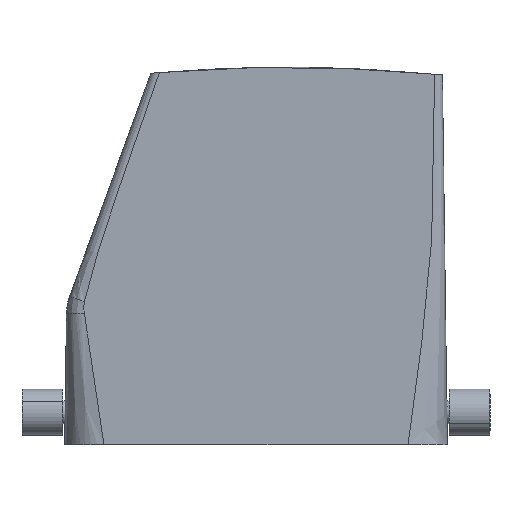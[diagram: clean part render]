
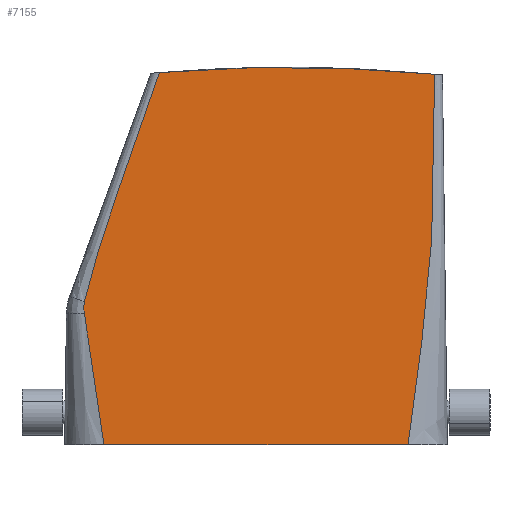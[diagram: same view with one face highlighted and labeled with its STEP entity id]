
A CAD part, left-side view. The second image highlights one B-rep face of the part: STEP entity #7155.
In plain terms, the highlighted planar face has unit normal (-1, 0, 0).
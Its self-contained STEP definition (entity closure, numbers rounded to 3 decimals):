
#6051=AXIS2_PLACEMENT_3D('Circle Axis2P3D',#6049,#6050,$) ;
#7145=AXIS2_PLACEMENT_3D('Plane Axis2P3D',#7142,#7143,#7144) ;
#1845=CARTESIAN_POINT('Vertex',(0.,15.637,0.)) ;
#1850=CARTESIAN_POINT('Line Origine',(0.,44.651,0.)) ;
#1854=CARTESIAN_POINT('Vertex',(0.,73.665,0.)) ;
#2084=CARTESIAN_POINT('Control Point',(0.,77.393,24.955)) ;
#2085=CARTESIAN_POINT('Control Point',(0.,76.968,21.443)) ;
#2086=CARTESIAN_POINT('Control Point',(0.,76.465,17.927)) ;
#2087=CARTESIAN_POINT('Control Point',(0.,75.913,14.458)) ;
#2088=CARTESIAN_POINT('Control Point',(0.,75.103,9.429)) ;
#2089=CARTESIAN_POINT('Control Point',(0.,74.321,4.389)) ;
#2090=CARTESIAN_POINT('Control Point',(0.,74.101,2.94)) ;
#2091=CARTESIAN_POINT('Control Point',(0.,73.883,1.482)) ;
#2092=CARTESIAN_POINT('Control Point',(0.,73.665,0.)) ;
#2093=CARTESIAN_POINT('Vertex',(0.,77.393,24.955)) ;
#4680=CARTESIAN_POINT('Vertex',(0.,63.082,71.003)) ;
#4690=CARTESIAN_POINT('Vertex',(0.,77.385,27.257)) ;
#4694=CARTESIAN_POINT('Control Point',(0.,63.082,71.003)) ;
#4695=CARTESIAN_POINT('Control Point',(0.,63.091,70.98)) ;
#4696=CARTESIAN_POINT('Control Point',(0.,63.099,70.956)) ;
#4697=CARTESIAN_POINT('Control Point',(0.,63.107,70.933)) ;
#4698=CARTESIAN_POINT('Control Point',(0.,63.904,68.702)) ;
#4699=CARTESIAN_POINT('Control Point',(0.,64.697,66.471)) ;
#4700=CARTESIAN_POINT('Control Point',(0.,65.443,64.356)) ;
#4701=CARTESIAN_POINT('Control Point',(0.,67.405,58.753)) ;
#4702=CARTESIAN_POINT('Control Point',(0.,69.336,53.145)) ;
#4703=CARTESIAN_POINT('Control Point',(0.,70.496,49.749)) ;
#4704=CARTESIAN_POINT('Control Point',(0.,72.067,45.136)) ;
#4705=CARTESIAN_POINT('Control Point',(0.,73.592,40.513)) ;
#4706=CARTESIAN_POINT('Control Point',(0.,73.965,39.371)) ;
#4707=CARTESIAN_POINT('Control Point',(0.,74.739,36.935)) ;
#4708=CARTESIAN_POINT('Control Point',(0.,75.471,34.488)) ;
#4709=CARTESIAN_POINT('Control Point',(0.,75.822,33.268)) ;
#4710=CARTESIAN_POINT('Control Point',(0.,76.331,31.43)) ;
#4711=CARTESIAN_POINT('Control Point',(0.,76.81,29.584)) ;
#4712=CARTESIAN_POINT('Control Point',(0.,76.967,28.967)) ;
#4713=CARTESIAN_POINT('Control Point',(0.,77.144,28.254)) ;
#4714=CARTESIAN_POINT('Control Point',(0.,77.317,27.54)) ;
#4715=CARTESIAN_POINT('Control Point',(0.,77.34,27.446)) ;
#4716=CARTESIAN_POINT('Control Point',(0.,77.362,27.352)) ;
#4717=CARTESIAN_POINT('Control Point',(0.,77.385,27.257)) ;
#6049=CARTESIAN_POINT('Axis2P3D Location',(0.,38.65,-228.)) ;
#6053=CARTESIAN_POINT('Vertex',(0.,10.574,70.683)) ;
#6844=CARTESIAN_POINT('Control Point',(0.,77.385,27.257)) ;
#6845=CARTESIAN_POINT('Control Point',(0.,77.434,26.997)) ;
#6846=CARTESIAN_POINT('Control Point',(0.,77.47,26.735)) ;
#6847=CARTESIAN_POINT('Control Point',(0.,77.492,26.472)) ;
#6848=CARTESIAN_POINT('Control Point',(0.,77.508,26.005)) ;
#6849=CARTESIAN_POINT('Control Point',(0.,77.479,25.545)) ;
#6850=CARTESIAN_POINT('Control Point',(0.,77.459,25.346)) ;
#6851=CARTESIAN_POINT('Control Point',(0.,77.43,25.149)) ;
#6852=CARTESIAN_POINT('Control Point',(0.,77.393,24.955)) ;
#7090=CARTESIAN_POINT('Control Point',(0.,10.574,70.683)) ;
#7091=CARTESIAN_POINT('Control Point',(0.,10.573,70.417)) ;
#7092=CARTESIAN_POINT('Control Point',(0.,10.572,70.149)) ;
#7093=CARTESIAN_POINT('Control Point',(0.,10.572,69.881)) ;
#7094=CARTESIAN_POINT('Control Point',(0.,10.568,67.329)) ;
#7095=CARTESIAN_POINT('Control Point',(0.,10.571,64.777)) ;
#7096=CARTESIAN_POINT('Control Point',(0.,10.582,62.494)) ;
#7097=CARTESIAN_POINT('Control Point',(0.,10.615,57.953)) ;
#7098=CARTESIAN_POINT('Control Point',(0.,10.673,53.413)) ;
#7099=CARTESIAN_POINT('Control Point',(0.,10.709,51.051)) ;
#7100=CARTESIAN_POINT('Control Point',(0.,10.876,42.567)) ;
#7101=CARTESIAN_POINT('Control Point',(0.,11.316,34.086)) ;
#7102=CARTESIAN_POINT('Control Point',(0.,11.947,27.863)) ;
#7103=CARTESIAN_POINT('Control Point',(0.,12.978,19.684)) ;
#7104=CARTESIAN_POINT('Control Point',(0.,14.092,11.512)) ;
#7105=CARTESIAN_POINT('Control Point',(0.,14.363,9.533)) ;
#7106=CARTESIAN_POINT('Control Point',(0.,14.785,6.431)) ;
#7107=CARTESIAN_POINT('Control Point',(0.,15.2,3.327)) ;
#7108=CARTESIAN_POINT('Control Point',(0.,15.347,2.216)) ;
#7109=CARTESIAN_POINT('Control Point',(0.,15.492,1.109)) ;
#7110=CARTESIAN_POINT('Control Point',(0.,15.637,0.)) ;
#7142=CARTESIAN_POINT('Axis2P3D Location',(0.,6.617,-30.8)) ;
#1851=DIRECTION('Vector Direction',(0.,-1.,0.)) ;
#6050=DIRECTION('Axis2P3D Direction',(-1.,0.,0.)) ;
#7143=DIRECTION('Axis2P3D Direction',(-1.,0.,0.)) ;
#7144=DIRECTION('Axis2P3D XDirection',(0.,-0.17,0.985)) ;
#1852=VECTOR('Line Direction',#1851,1.) ;
#7148=ORIENTED_EDGE('',*,*,#6055,.T.) ;
#7149=ORIENTED_EDGE('',*,*,#4718,.F.) ;
#7150=ORIENTED_EDGE('',*,*,#6853,.F.) ;
#7151=ORIENTED_EDGE('',*,*,#2095,.F.) ;
#7152=ORIENTED_EDGE('',*,*,#1856,.T.) ;
#7153=ORIENTED_EDGE('',*,*,#7111,.T.) ;
#7155=ADVANCED_FACE('Hauptk\X2\00F6\X0\rper',(#7154),#7146,.T.) ;
#2083=B_SPLINE_CURVE_WITH_KNOTS('',5,(#2084,#2085,#2086,#2087,#2088,#2089,#2090,#2091,#2092),.UNSPECIFIED.,.F.,.U.,(6,3,6),(130.523,161.229,174.387),.UNSPECIFIED.) ;
#4693=B_SPLINE_CURVE_WITH_KNOTS('',5,(#4694,#4695,#4696,#4697,#4698,#4699,#4700,#4701,#4702,#4703,#4704,#4705,#4706,#4707,#4708,#4709,#4710,#4711,#4712,#4713,#4714,#4715,#4716,#4717),.UNSPECIFIED.,.F.,.U.,(6,3,3,3,3,3,3,6),(44.001,44.216,64.445,95.496,106.64,117.663,123.195,124.039),.UNSPECIFIED.) ;
#6843=B_SPLINE_CURVE_WITH_KNOTS('',5,(#6844,#6845,#6846,#6847,#6848,#6849,#6850,#6851,#6852),.UNSPECIFIED.,.F.,.U.,(6,3,6),(204.023,207.004,209.326),.UNSPECIFIED.) ;
#7089=B_SPLINE_CURVE_WITH_KNOTS('',5,(#7090,#7091,#7092,#7093,#7094,#7095,#7096,#7097,#7098,#7099,#7100,#7101,#7102,#7103,#7104,#7105,#7106,#7107,#7108,#7109,#7110),.UNSPECIFIED.,.F.,.U.,(6,3,3,3,3,3,6),(28.957,31.28,51.057,70.599,124.533,141.764,151.553),.UNSPECIFIED.) ;
#6052=CIRCLE('generated circle',#6051,300.) ;
#1856=EDGE_CURVE('',#1855,#1846,#1853,.T.) ;
#2095=EDGE_CURVE('',#1855,#2094,#2083,.F.) ;
#4718=EDGE_CURVE('',#4691,#4681,#4693,.F.) ;
#6055=EDGE_CURVE('',#6054,#4681,#6052,.T.) ;
#6853=EDGE_CURVE('',#2094,#4691,#6843,.F.) ;
#7111=EDGE_CURVE('',#1846,#6054,#7089,.F.) ;
#7147=EDGE_LOOP('',(#7148,#7149,#7150,#7151,#7152,#7153)) ;
#7154=FACE_OUTER_BOUND('',#7147,.T.) ;
#1853=LINE('Line',#1850,#1852) ;
#7146=PLANE('',#7145) ;
#1846=VERTEX_POINT('',#1845) ;
#1855=VERTEX_POINT('',#1854) ;
#2094=VERTEX_POINT('',#2093) ;
#4681=VERTEX_POINT('',#4680) ;
#4691=VERTEX_POINT('',#4690) ;
#6054=VERTEX_POINT('',#6053) ;
